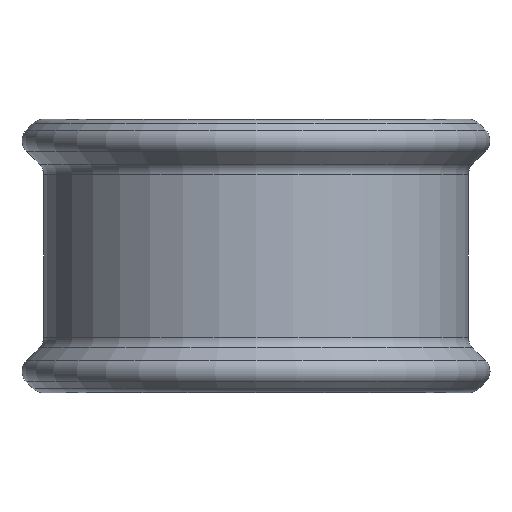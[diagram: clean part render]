
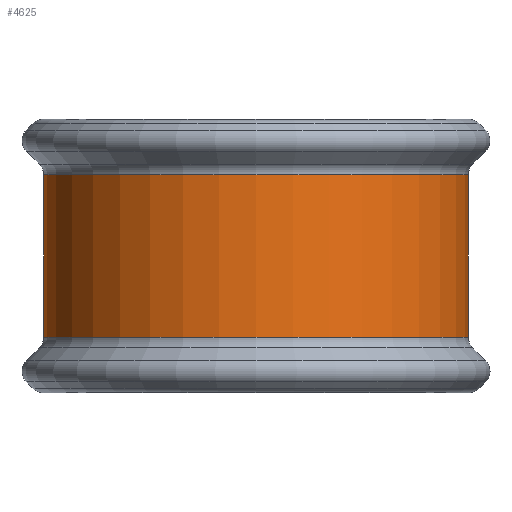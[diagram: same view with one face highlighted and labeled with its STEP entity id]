
A CAD part, front view. The second image highlights one B-rep face of the part: STEP entity #4625.
In plain terms, the highlighted cylindrical face has radius 10.922 mm (diameter 21.844 mm), a partial arc.
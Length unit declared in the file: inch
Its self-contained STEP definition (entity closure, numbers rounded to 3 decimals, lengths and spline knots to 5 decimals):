
#16 = EDGE_CURVE ( 'NONE', #5896, #239, #207, .T. ) ;
#207 = CIRCLE ( 'NONE', #3201, 0.43 ) ;
#239 = VERTEX_POINT ( 'NONE', #3622 ) ;
#372 = ORIENTED_EDGE ( 'NONE', *, *, #5983, .T. ) ;
#402 = CARTESIAN_POINT ( 'NONE',  ( -0.055, -0.75, 0.16479 ) ) ;
#867 = CARTESIAN_POINT ( 'NONE',  ( 0.375, -0.75, 0.16479 ) ) ;
#952 = DIRECTION ( 'NONE',  ( -1., 0., 0. ) ) ;
#977 = VECTOR ( 'NONE', #3188, 39.37008 ) ;
#1194 = CARTESIAN_POINT ( 'NONE',  ( 0.375, -0.75, -0.16479 ) ) ;
#1342 = DIRECTION ( 'NONE',  ( -1., 0., 0. ) ) ;
#1390 = LINE ( 'NONE', #402, #2632 ) ;
#1887 = DIRECTION ( 'NONE',  ( 0., 0., -1. ) ) ;
#1916 = VERTEX_POINT ( 'NONE', #5061 ) ;
#2236 = LINE ( 'NONE', #5992, #977 ) ;
#2239 = ORIENTED_EDGE ( 'NONE', *, *, #4155, .F. ) ;
#2556 = ORIENTED_EDGE ( 'NONE', *, *, #5564, .T. ) ;
#2598 = DIRECTION ( 'NONE',  ( -1., 0., 0. ) ) ;
#2632 = VECTOR ( 'NONE', #5083, 39.37008 ) ;
#2854 = FACE_OUTER_BOUND ( 'NONE', #4799, .T. ) ;
#2940 = VERTEX_POINT ( 'NONE', #2945 ) ;
#2945 = CARTESIAN_POINT ( 'NONE',  ( -0.055, -0.75, 0.16479 ) ) ;
#3188 = DIRECTION ( 'NONE',  ( 0., 0., 1. ) ) ;
#3201 = AXIS2_PLACEMENT_3D ( 'NONE', #1194, #5428, #2598 ) ;
#3339 = CIRCLE ( 'NONE', #5593, 0.43 ) ;
#3445 = CARTESIAN_POINT ( 'NONE',  ( 0.375, -0.32, -0.16479 ) ) ;
#3513 = CYLINDRICAL_SURFACE ( 'NONE', #3766, 0.43 ) ;
#3622 = CARTESIAN_POINT ( 'NONE',  ( -0.055, -0.75, -0.16479 ) ) ;
#3758 = CARTESIAN_POINT ( 'NONE',  ( 0.375, -0.75, 0. ) ) ;
#3766 = AXIS2_PLACEMENT_3D ( 'NONE', #3758, #1887, #952 ) ;
#4155 = EDGE_CURVE ( 'NONE', #239, #2940, #1390, .T. ) ;
#4159 = DIRECTION ( 'NONE',  ( 0., 0., -1. ) ) ;
#4625 = ADVANCED_FACE ( 'NONE', ( #2854 ), #3513, .T. ) ;
#4799 = EDGE_LOOP ( 'NONE', ( #372, #2556, #2239, #5316 ) ) ;
#5061 = CARTESIAN_POINT ( 'NONE',  ( 0.375, -0.32, 0.16479 ) ) ;
#5083 = DIRECTION ( 'NONE',  ( 0., 0., 1. ) ) ;
#5316 = ORIENTED_EDGE ( 'NONE', *, *, #16, .F. ) ;
#5428 = DIRECTION ( 'NONE',  ( 0., 0., -1. ) ) ;
#5564 = EDGE_CURVE ( 'NONE', #1916, #2940, #3339, .T. ) ;
#5593 = AXIS2_PLACEMENT_3D ( 'NONE', #867, #4159, #1342 ) ;
#5896 = VERTEX_POINT ( 'NONE', #3445 ) ;
#5983 = EDGE_CURVE ( 'NONE', #5896, #1916, #2236, .T. ) ;
#5992 = CARTESIAN_POINT ( 'NONE',  ( 0.375, -0.32, 0.16479 ) ) ;
